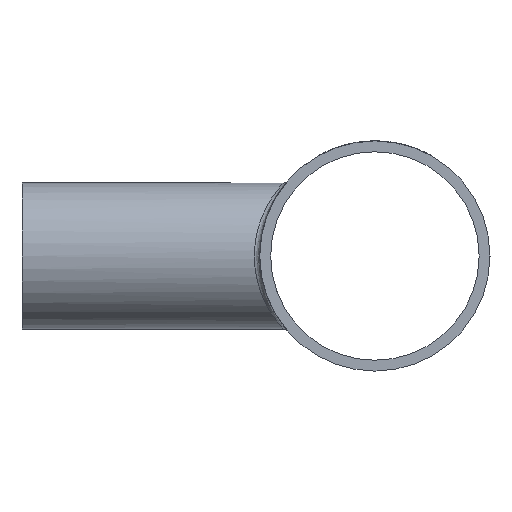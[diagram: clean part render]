
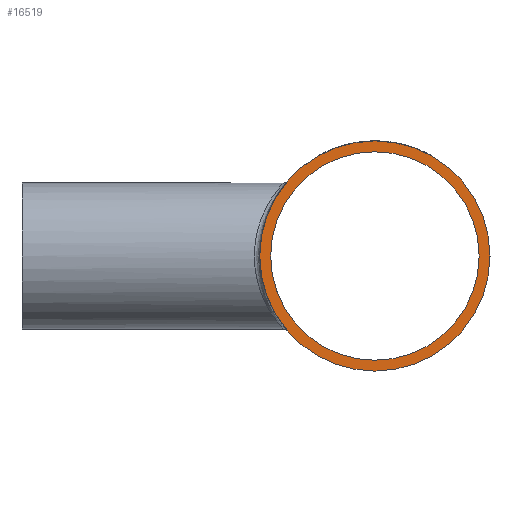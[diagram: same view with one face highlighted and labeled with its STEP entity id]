
A CAD part, left-side view. The second image highlights one B-rep face of the part: STEP entity #16519.
In plain terms, the highlighted planar face has unit normal (-1, 0, 0).
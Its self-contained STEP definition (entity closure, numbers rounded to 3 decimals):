
#110 = EDGE_CURVE ( 'NONE', #4761, #4761, #1939, .T. ) ;
#1888 = FACE_BOUND ( 'NONE', #8702, .T. ) ;
#1939 = CIRCLE ( 'NONE', #6678, 21.2 ) ;
#4761 = VERTEX_POINT ( 'NONE', #10785 ) ;
#5305 = DIRECTION ( 'NONE',  ( -1., 0., 0. ) ) ;
#5790 = EDGE_CURVE ( 'NONE', #7752, #7752, #11780, .T. ) ;
#6022 = ORIENTED_EDGE ( 'NONE', *, *, #5790, .F. ) ;
#6442 = DIRECTION ( 'NONE',  ( -1., 0., 0. ) ) ;
#6678 = AXIS2_PLACEMENT_3D ( 'NONE', #13229, #14911, #19238 ) ;
#7010 = EDGE_LOOP ( 'NONE', ( #7537 ) ) ;
#7537 = ORIENTED_EDGE ( 'NONE', *, *, #110, .T. ) ;
#7752 = VERTEX_POINT ( 'NONE', #16798 ) ;
#8702 = EDGE_LOOP ( 'NONE', ( #6022 ) ) ;
#9495 = CARTESIAN_POINT ( 'NONE',  ( -65., 0., 0. ) ) ;
#10785 = CARTESIAN_POINT ( 'NONE',  ( -65., 0., 21.2 ) ) ;
#10877 = DIRECTION ( 'NONE',  ( 0., 0., 1. ) ) ;
#11780 = CIRCLE ( 'NONE', #15552, 19.2 ) ;
#13229 = CARTESIAN_POINT ( 'NONE',  ( -65., 0., 0. ) ) ;
#13718 = PLANE ( 'NONE',  #18011 ) ;
#14011 = FACE_OUTER_BOUND ( 'NONE', #7010, .T. ) ;
#14662 = CARTESIAN_POINT ( 'NONE',  ( -65., 0., 0. ) ) ;
#14911 = DIRECTION ( 'NONE',  ( -1., 0., 0. ) ) ;
#15552 = AXIS2_PLACEMENT_3D ( 'NONE', #14662, #5305, #19090 ) ;
#16519 = ADVANCED_FACE ( 'NONE', ( #1888, #14011 ), #13718, .T. ) ;
#16798 = CARTESIAN_POINT ( 'NONE',  ( -65., 0., 19.2 ) ) ;
#18011 = AXIS2_PLACEMENT_3D ( 'NONE', #9495, #6442, #10877 ) ;
#19090 = DIRECTION ( 'NONE',  ( 0., 0., 1. ) ) ;
#19238 = DIRECTION ( 'NONE',  ( 0., 0., 1. ) ) ;
